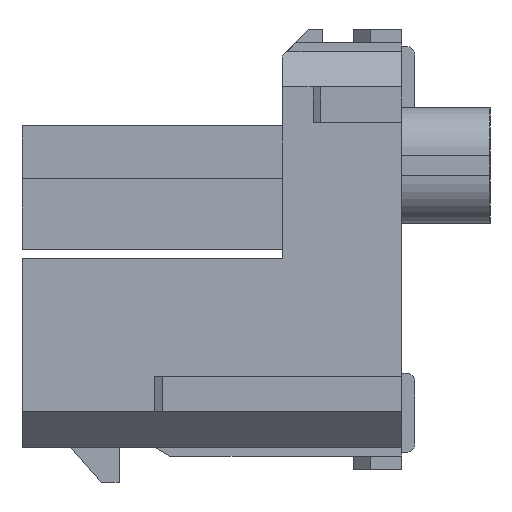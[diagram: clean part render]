
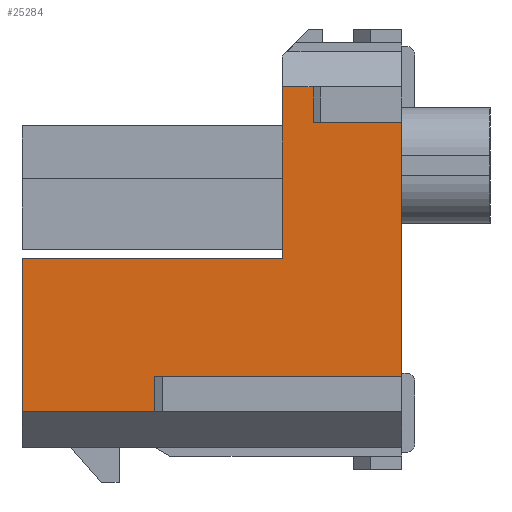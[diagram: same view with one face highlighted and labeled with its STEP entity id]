
A CAD part, left-side view. The second image highlights one B-rep face of the part: STEP entity #25284.
In plain terms, the highlighted planar face has unit normal (-1, 0, 0).
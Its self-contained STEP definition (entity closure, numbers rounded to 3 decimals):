
#8169 = VERTEX_POINT('',#8170);
#8170 = CARTESIAN_POINT('',(-14.2,0.,1.44));
#8176 = EDGE_CURVE('',#8177,#8169,#8179,.T.);
#8177 = VERTEX_POINT('',#8178);
#8178 = CARTESIAN_POINT('',(-14.2,0.,-1.44));
#8179 = LINE('',#8180,#8181);
#8180 = CARTESIAN_POINT('',(-14.2,0.,-1.44));
#8181 = VECTOR('',#8182,1.);
#8182 = DIRECTION('',(0.,0.,1.));
#8892 = VERTEX_POINT('',#8893);
#8893 = CARTESIAN_POINT('',(-14.2,4.3,-1.84));
#8899 = EDGE_CURVE('',#8892,#8900,#8902,.T.);
#8900 = VERTEX_POINT('',#8901);
#8901 = CARTESIAN_POINT('',(-14.2,4.3,-0.1));
#8902 = LINE('',#8903,#8904);
#8903 = CARTESIAN_POINT('',(-14.2,4.3,-1.44));
#8904 = VECTOR('',#8905,1.);
#8905 = DIRECTION('',(0.,0.,1.));
#10550 = VERTEX_POINT('',#10551);
#10551 = CARTESIAN_POINT('',(-14.2,1.004,1.44));
#10559 = EDGE_CURVE('',#10550,#8169,#10560,.T.);
#10560 = LINE('',#10561,#10562);
#10561 = CARTESIAN_POINT('',(-14.2,4.3,1.44));
#10562 = VECTOR('',#10563,1.);
#10563 = DIRECTION('',(0.,-1.,0.));
#10605 = VERTEX_POINT('',#10606);
#10606 = CARTESIAN_POINT('',(-14.2,1.004,1.84));
#11813 = VERTEX_POINT('',#11814);
#11814 = CARTESIAN_POINT('',(-14.2,1.35,-0.1));
#11820 = EDGE_CURVE('',#11813,#11821,#11823,.T.);
#11821 = VERTEX_POINT('',#11822);
#11822 = CARTESIAN_POINT('',(-14.2,1.35,1.84));
#11823 = LINE('',#11824,#11825);
#11824 = CARTESIAN_POINT('',(-14.2,1.35,1.4));
#11825 = VECTOR('',#11826,1.);
#11826 = DIRECTION('',(0.,0.,1.));
#25284 = ADVANCED_FACE('',(#25285),#25331,.F.);
#25285 = FACE_BOUND('',#25286,.T.);
#25286 = EDGE_LOOP('',(#25287,#25288,#25294,#25295,#25303,#25311,#25317,
    #25318,#25319,#25325));
#25287 = ORIENTED_EDGE('',*,*,#11820,.F.);
#25288 = ORIENTED_EDGE('',*,*,#25289,.F.);
#25289 = EDGE_CURVE('',#8900,#11813,#25290,.T.);
#25290 = LINE('',#25291,#25292);
#25291 = CARTESIAN_POINT('',(-14.2,4.3,-0.1));
#25292 = VECTOR('',#25293,1.);
#25293 = DIRECTION('',(0.,-1.,0.));
#25294 = ORIENTED_EDGE('',*,*,#8899,.F.);
#25295 = ORIENTED_EDGE('',*,*,#25296,.T.);
#25296 = EDGE_CURVE('',#8892,#25297,#25299,.T.);
#25297 = VERTEX_POINT('',#25298);
#25298 = CARTESIAN_POINT('',(-14.2,2.8,-1.84));
#25299 = LINE('',#25300,#25301);
#25300 = CARTESIAN_POINT('',(-14.2,4.3,-1.84));
#25301 = VECTOR('',#25302,1.);
#25302 = DIRECTION('',(0.,-1.,0.));
#25303 = ORIENTED_EDGE('',*,*,#25304,.T.);
#25304 = EDGE_CURVE('',#25297,#25305,#25307,.T.);
#25305 = VERTEX_POINT('',#25306);
#25306 = CARTESIAN_POINT('',(-14.2,2.8,-1.44));
#25307 = LINE('',#25308,#25309);
#25308 = CARTESIAN_POINT('',(-14.2,2.8,-2.24));
#25309 = VECTOR('',#25310,1.);
#25310 = DIRECTION('',(0.,0.,1.));
#25311 = ORIENTED_EDGE('',*,*,#25312,.T.);
#25312 = EDGE_CURVE('',#25305,#8177,#25313,.T.);
#25313 = LINE('',#25314,#25315);
#25314 = CARTESIAN_POINT('',(-14.2,4.3,-1.44));
#25315 = VECTOR('',#25316,1.);
#25316 = DIRECTION('',(0.,-1.,0.));
#25317 = ORIENTED_EDGE('',*,*,#8176,.T.);
#25318 = ORIENTED_EDGE('',*,*,#10559,.F.);
#25319 = ORIENTED_EDGE('',*,*,#25320,.F.);
#25320 = EDGE_CURVE('',#10605,#10550,#25321,.T.);
#25321 = LINE('',#25322,#25323);
#25322 = CARTESIAN_POINT('',(-14.2,1.004,2.24));
#25323 = VECTOR('',#25324,1.);
#25324 = DIRECTION('',(0.,0.,-1.));
#25325 = ORIENTED_EDGE('',*,*,#25326,.F.);
#25326 = EDGE_CURVE('',#11821,#10605,#25327,.T.);
#25327 = LINE('',#25328,#25329);
#25328 = CARTESIAN_POINT('',(-14.2,4.3,1.84));
#25329 = VECTOR('',#25330,1.);
#25330 = DIRECTION('',(0.,-1.,0.));
#25331 = PLANE('',#25332);
#25332 = AXIS2_PLACEMENT_3D('',#25333,#25334,#25335);
#25333 = CARTESIAN_POINT('',(-14.2,4.3,-1.44));
#25334 = DIRECTION('',(1.,0.,0.));
#25335 = DIRECTION('',(0.,0.,-1.));
